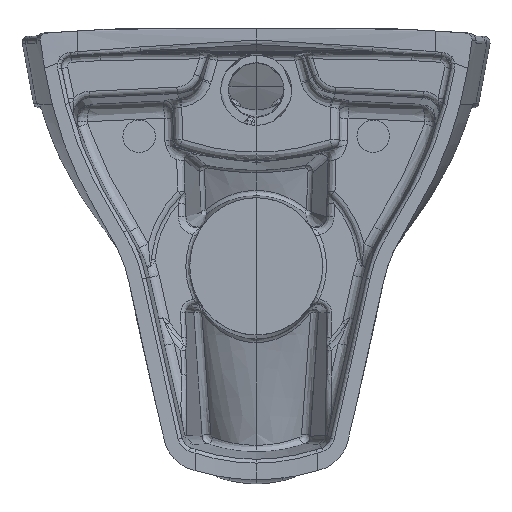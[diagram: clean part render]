
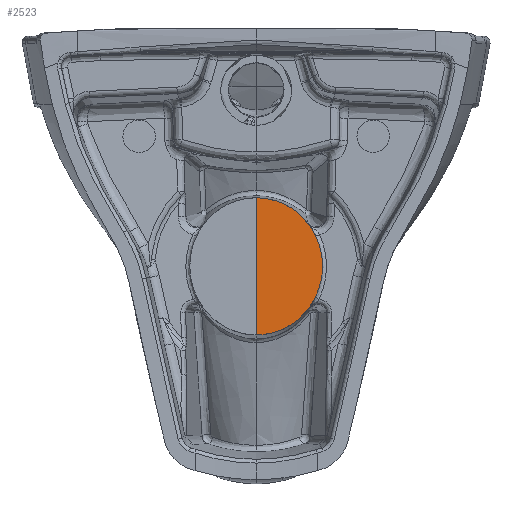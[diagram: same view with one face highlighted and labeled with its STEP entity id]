
A CAD part, front view. The second image highlights one B-rep face of the part: STEP entity #2523.
In plain terms, the highlighted free-form (B-spline) face has degree [3, 3] with [4, 4] control points.
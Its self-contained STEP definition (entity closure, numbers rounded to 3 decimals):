
#226=LINE('',#89285,#264);
#264=VECTOR('',#15095,1.);
#1647=FACE_OUTER_BOUND('',#3815,.T.);
#2523=ADVANCED_FACE('',(#1647),#3069,.T.);
#3069=B_SPLINE_SURFACE_WITH_KNOTS('',3,3,((#159901,#159902,#159903,#159904),
(#159905,#159906,#159907,#159908),(#159909,#159910,#159911,#159912),(#159913,
#159914,#159915,#159916)),.UNSPECIFIED.,.F.,.F.,.F.,(4,4),(4,4),(0.,1.),
(0.,1.),.UNSPECIFIED.);
#3815=EDGE_LOOP('',(#7526,#7527));
#7526=ORIENTED_EDGE('',*,*,#12059,.F.);
#7527=ORIENTED_EDGE('',*,*,#11286,.F.);
#9481=VERTEX_POINT('',#87059);
#9482=VERTEX_POINT('',#87078);
#11286=EDGE_CURVE('',#9481,#9482,#226,.T.);
#12059=EDGE_CURVE('',#9482,#9481,#14190,.T.);
#14190=B_SPLINE_CURVE_WITH_KNOTS('',3,(#157651,#157652,#157653,#157654,
#157655,#157656,#157657,#157658,#157659,#157660,#157661,#157662,#157663,
#157664,#157665,#157666,#157667,#157668),.UNSPECIFIED.,.F.,.F.,(4,2,2,2,
2,2,2,2,4),(0.,0.125,0.25,0.375,0.5,0.625,0.75,0.875,1.),.UNSPECIFIED.);
#15095=DIRECTION('',(0.,0.,1.));
#87059=CARTESIAN_POINT('',(0.,119.,-229.745));
#87078=CARTESIAN_POINT('',(0.,119.,-124.255));
#89285=CARTESIAN_POINT('',(0.,119.,-177.));
#157651=CARTESIAN_POINT('',(0.,119.,-124.255));
#157652=CARTESIAN_POINT('',(6.775,119.,-124.255));
#157653=CARTESIAN_POINT('',(13.551,119.,-125.67));
#157654=CARTESIAN_POINT('',(26.05,119.,-131.116));
#157655=CARTESIAN_POINT('',(31.656,119.,-135.065));
#157656=CARTESIAN_POINT('',(41.083,119.,-144.983));
#157657=CARTESIAN_POINT('',(44.74,119.,-150.775));
#157658=CARTESIAN_POINT('',(49.726,119.,-163.435));
#157659=CARTESIAN_POINT('',(50.999,119.,-170.214));
#157660=CARTESIAN_POINT('',(51.001,119.,-183.774));
#157661=CARTESIAN_POINT('',(49.715,119.,-190.589));
#157662=CARTESIAN_POINT('',(44.759,119.,-203.18));
#157663=CARTESIAN_POINT('',(41.039,119.,-209.061));
#157664=CARTESIAN_POINT('',(31.719,119.,-218.871));
#157665=CARTESIAN_POINT('',(26.046,119.,-222.883));
#157666=CARTESIAN_POINT('',(13.594,119.,-228.315));
#157667=CARTESIAN_POINT('',(6.858,119.,-229.745));
#157668=CARTESIAN_POINT('',(0.,119.,-229.745));
#159901=CARTESIAN_POINT('',(0.,119.,-230.378));
#159902=CARTESIAN_POINT('',(0.,119.,-194.793));
#159903=CARTESIAN_POINT('',(0.,119.,-159.207));
#159904=CARTESIAN_POINT('',(0.,119.,-123.622));
#159905=CARTESIAN_POINT('',(17.207,119.,-230.378));
#159906=CARTESIAN_POINT('',(17.207,119.,-194.793));
#159907=CARTESIAN_POINT('',(17.207,119.,-159.207));
#159908=CARTESIAN_POINT('',(17.207,119.,-123.622));
#159909=CARTESIAN_POINT('',(34.414,119.,-230.378));
#159910=CARTESIAN_POINT('',(34.414,119.,-194.793));
#159911=CARTESIAN_POINT('',(34.414,119.,-159.207));
#159912=CARTESIAN_POINT('',(34.414,119.,-123.622));
#159913=CARTESIAN_POINT('',(51.622,119.,-230.378));
#159914=CARTESIAN_POINT('',(51.622,119.,-194.793));
#159915=CARTESIAN_POINT('',(51.622,119.,-159.207));
#159916=CARTESIAN_POINT('',(51.622,119.,-123.622));
